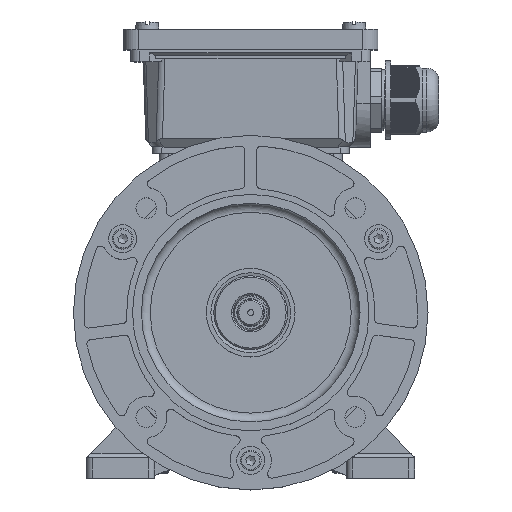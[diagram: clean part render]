
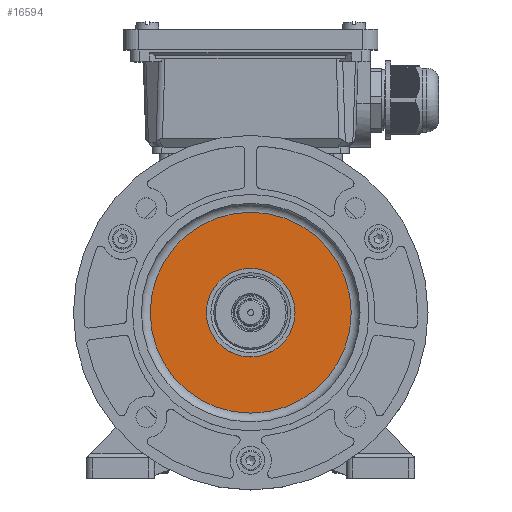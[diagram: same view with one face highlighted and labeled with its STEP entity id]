
A CAD part, top view. The second image highlights one B-rep face of the part: STEP entity #16594.
In plain terms, the highlighted planar face has unit normal (0, 0, 1).
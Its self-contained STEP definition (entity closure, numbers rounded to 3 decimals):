
#2111=PLANE('',#63393);
#3164=FACE_BOUND('',#23252,.T.);
#3165=FACE_BOUND('',#23253,.T.);
#16594=ADVANCED_FACE('',(#3164,#3165),#2111,.F.);
#23252=EDGE_LOOP('',(#40507));
#23253=EDGE_LOOP('',(#40508,#40509));
#25965=CIRCLE('',#63183,15.);
#26135=CIRCLE('',#63391,34.);
#26136=CIRCLE('',#63392,15.);
#40507=ORIENTED_EDGE('',*,*,#56254,.T.);
#40508=ORIENTED_EDGE('',*,*,#56013,.F.);
#40509=ORIENTED_EDGE('',*,*,#56255,.F.);
#48105=VERTEX_POINT('',#104769);
#48106=VERTEX_POINT('',#104770);
#48278=VERTEX_POINT('',#105305);
#56013=EDGE_CURVE('',#48105,#48106,#25965,.T.);
#56254=EDGE_CURVE('',#48278,#48278,#26135,.T.);
#56255=EDGE_CURVE('',#48106,#48105,#26136,.T.);
#63183=AXIS2_PLACEMENT_3D('',#104768,#77243,#77244);
#63391=AXIS2_PLACEMENT_3D('',#105304,#77713,#77714);
#63392=AXIS2_PLACEMENT_3D('',#105306,#77715,#77716);
#63393=AXIS2_PLACEMENT_3D('',#105307,#77717,#77718);
#77243=DIRECTION('',(0.,0.,1.));
#77244=DIRECTION('',(1.,0.,0.));
#77713=DIRECTION('',(0.,0.,1.));
#77714=DIRECTION('',(-1.,0.,0.));
#77715=DIRECTION('',(0.,0.,1.));
#77716=DIRECTION('',(1.,0.,0.));
#77717=DIRECTION('',(0.,0.,-1.));
#77718=DIRECTION('',(1.,0.,0.));
#104768=CARTESIAN_POINT('',(3.419,-1.496,66.));
#104769=CARTESIAN_POINT('',(18.419,-1.496,66.));
#104770=CARTESIAN_POINT('',(-11.581,-1.496,66.));
#105304=CARTESIAN_POINT('',(3.419,-1.496,66.));
#105305=CARTESIAN_POINT('',(-30.581,-1.496,66.));
#105306=CARTESIAN_POINT('',(3.419,-1.496,66.));
#105307=CARTESIAN_POINT('',(3.419,13.504,66.));
